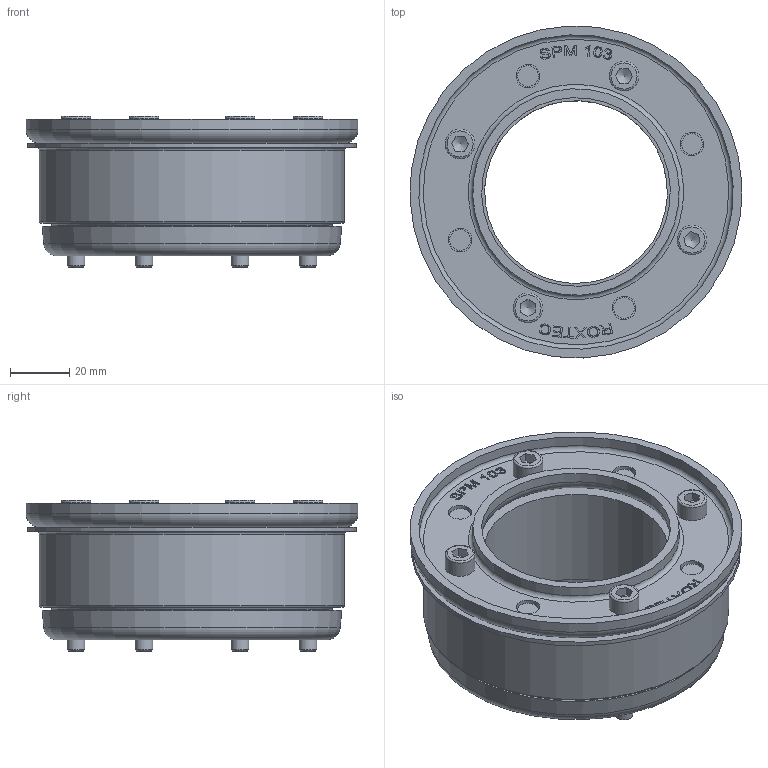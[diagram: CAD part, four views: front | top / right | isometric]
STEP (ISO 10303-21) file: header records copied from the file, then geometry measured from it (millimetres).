
FILE_DESCRIPTION((''),'2;1');
FILE_NAME('SPM103.stp','2016-02-02T11:18:46',(''),(''),'Autodesk Inventor 2013','Autodesk Inventor 2013','');
FILE_SCHEMA(('AUTOMOTIVE_DESIGN { 1 0 10303 214 1 1 1 1 }'));
Length unit declared in the file: millimetre
Products named in the file (6): SPM-Iassembly; 100-053260; 100-053261; 100-053262; 100-053263; 100-002335
Assembly tree (8 placements, depth 3):
  SPM-Iassembly
    100-053260
      100-053261
      100-053262
      100-053263
      100-002335  x4
Bounding box: 111.89 x 111.89 x 51 mm (x, y, z)
Volume: 225627.6 mm3; surface area: 71470.5 mm2
Topology: 7 solids, 7 shells, 340 faces, 855 edges, 559 vertices
Faces by surface type: plane 164, bspline 94, cylinder 45, cone 19, torus 18
Full cylindrical faces by diameter (mm): 5.25 x4, 5.9 x8, 6 x8, 6.3 x4, 7 x4, 8 x4, 10 x5, 61.6 x1, 63.6 x2, 69.6 x1, 103 x1, 106 x1, 111 x1, 112 x1
Entity records: 9255 total; most frequent: CARTESIAN_POINT 2742, ORIENTED_EDGE 1360, DIRECTION 1011, EDGE_CURVE 680, VERTEX_POINT 484, EDGE_LOOP 424, VECTOR 381, LINE 381
